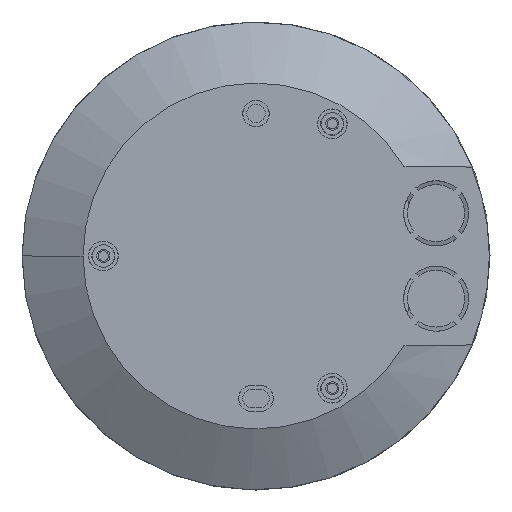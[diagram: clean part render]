
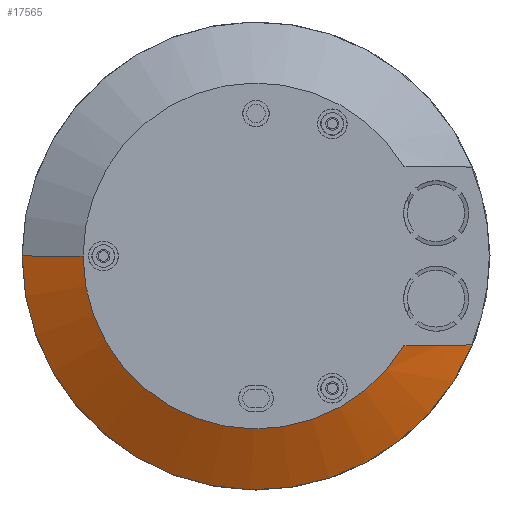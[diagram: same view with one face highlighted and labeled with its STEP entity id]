
A CAD part, front view. The second image highlights one B-rep face of the part: STEP entity #17565.
In plain terms, the highlighted conical face has half-angle 61.336 degrees and reference radius 57.5 mm.
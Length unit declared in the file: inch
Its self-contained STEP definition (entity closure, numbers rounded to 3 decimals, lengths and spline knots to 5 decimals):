
#59 = LINE ( 'NONE', #12759, #13935 ) ;
#450 = DIRECTION ( 'NONE',  ( 0., 0., 1. ) ) ;
#1951 = CARTESIAN_POINT ( 'NONE',  ( 2.3338, -2.46458, -0.12663 ) ) ;
#2587 = CARTESIAN_POINT ( 'NONE',  ( 1.78431, -2.46458, -0.3937 ) ) ;
#2666 = EDGE_LOOP ( 'NONE', ( #2709, #3214, #17937, #10865 ) ) ;
#2709 = ORIENTED_EDGE ( 'NONE', *, *, #16649, .F. ) ;
#3029 = DIRECTION ( 'NONE',  ( 1., 0., 0. ) ) ;
#3189 = DIRECTION ( 'NONE',  ( -0.877, 0., 0.48 ) ) ;
#3214 = ORIENTED_EDGE ( 'NONE', *, *, #19254, .T. ) ;
#4456 = CARTESIAN_POINT ( 'NONE',  ( -1.32053, -3.33073, -0.3937 ) ) ;
#4538 = EDGE_CURVE ( 'NONE', #5104, #14602, #16401, .T. ) ;
#4964 = CARTESIAN_POINT ( 'NONE',  ( 2.44288, -2.46458, -0.07155 ) ) ;
#4987 = AXIS2_PLACEMENT_3D ( 'NONE', #11219, #450, #12643 ) ;
#5104 = VERTEX_POINT ( 'NONE', #15104 ) ;
#7076 = CIRCLE ( 'NONE', #10930, 2.26253 ) ;
#8105 = VERTEX_POINT ( 'NONE', #4456 ) ;
#8514 = CARTESIAN_POINT ( 'NONE',  ( 0.3527, -3.33073, -0.07155 ) ) ;
#8717 = CARTESIAN_POINT ( 'NONE',  ( 1.89499, -2.46458, -0.34193 ) ) ;
#10354 = EDGE_CURVE ( 'NONE', #14602, #11216, #7076, .T. ) ;
#10728 = CARTESIAN_POINT ( 'NONE',  ( 2.22448, -2.46458, -0.18123 ) ) ;
#10865 = ORIENTED_EDGE ( 'NONE', *, *, #4538, .F. ) ;
#10930 = AXIS2_PLACEMENT_3D ( 'NONE', #8514, #14783, #14585 ) ;
#11075 = CIRCLE ( 'NONE', #13992, 1.67323 ) ;
#11124 = FACE_OUTER_BOUND ( 'NONE', #2666, .T. ) ;
#11216 = VERTEX_POINT ( 'NONE', #17055 ) ;
#11219 = CARTESIAN_POINT ( 'NONE',  ( 0.3527, -3.33073, -0.07087 ) ) ;
#12203 = CARTESIAN_POINT ( 'NONE',  ( 0.3527, -3.33073, -0.3937 ) ) ;
#12643 = DIRECTION ( 'NONE',  ( -1., 0., 0. ) ) ;
#12759 = CARTESIAN_POINT ( 'NONE',  ( -1.91108, -3.33073, -0.07087 ) ) ;
#13695 = CONICAL_SURFACE ( 'NONE', #4987, 2.26378, 1.071 ) ;
#13935 = VECTOR ( 'NONE', #3189, 39.37008 ) ;
#13992 = AXIS2_PLACEMENT_3D ( 'NONE', #12203, #16829, #3029 ) ;
#14585 = DIRECTION ( 'NONE',  ( 1., 0., 0. ) ) ;
#14602 = VERTEX_POINT ( 'NONE', #19237 ) ;
#14783 = DIRECTION ( 'NONE',  ( 0., 0., 1. ) ) ;
#14880 = CARTESIAN_POINT ( 'NONE',  ( 2.00507, -2.46458, -0.28887 ) ) ;
#15104 = CARTESIAN_POINT ( 'NONE',  ( 1.78431, -2.46458, -0.3937 ) ) ;
#16401 = B_SPLINE_CURVE_WITH_KNOTS ( 'NONE', 3,
 ( #2587, #8717, #14880, #10728, #1951, #4964 ),
 .UNSPECIFIED., .F., .F.,
 ( 4, 2, 4 ),
 ( 0., 0.00931, 0.01862 ),
 .UNSPECIFIED. ) ;
#16649 = EDGE_CURVE ( 'NONE', #8105, #5104, #11075, .T. ) ;
#16829 = DIRECTION ( 'NONE',  ( 0., 0., -1. ) ) ;
#17055 = CARTESIAN_POINT ( 'NONE',  ( -1.90983, -3.33073, -0.07155 ) ) ;
#17565 = ADVANCED_FACE ( 'NONE', ( #11124 ), #13695, .T. ) ;
#17937 = ORIENTED_EDGE ( 'NONE', *, *, #10354, .F. ) ;
#19237 = CARTESIAN_POINT ( 'NONE',  ( 2.44288, -2.46458, -0.07155 ) ) ;
#19254 = EDGE_CURVE ( 'NONE', #8105, #11216, #59, .T. ) ;
